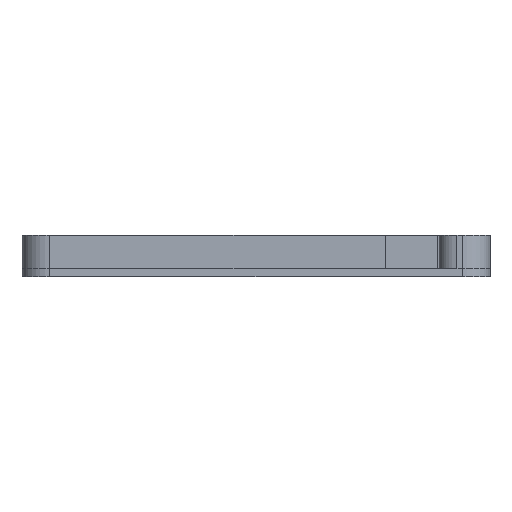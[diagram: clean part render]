
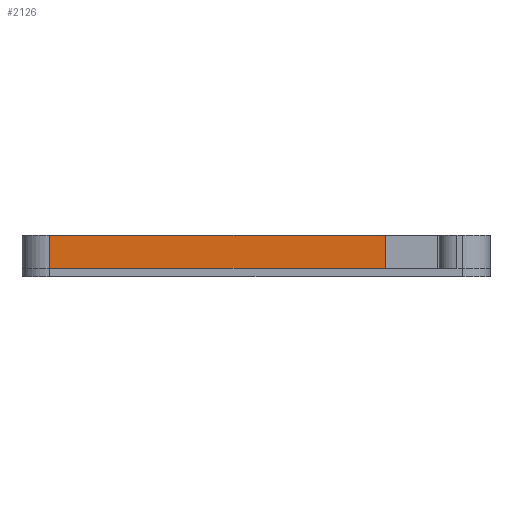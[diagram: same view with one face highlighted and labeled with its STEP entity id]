
A CAD part, front view. The second image highlights one B-rep face of the part: STEP entity #2126.
In plain terms, the highlighted planar face has unit normal (0, -1, 0).
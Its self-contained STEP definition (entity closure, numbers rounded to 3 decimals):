
#629 = VERTEX_POINT('',#630);
#630 = CARTESIAN_POINT('',(5.,0.,0.));
#637 = EDGE_CURVE('',#629,#638,#640,.T.);
#638 = VERTEX_POINT('',#639);
#639 = CARTESIAN_POINT('',(66.,0.,0.));
#640 = LINE('',#641,#642);
#641 = CARTESIAN_POINT('',(5.,0.,0.));
#642 = VECTOR('',#643,1.);
#643 = DIRECTION('',(1.,0.,0.));
#877 = VERTEX_POINT('',#878);
#878 = CARTESIAN_POINT('',(66.,0.,-6.));
#1839 = EDGE_CURVE('',#638,#877,#1840,.T.);
#1840 = LINE('',#1841,#1842);
#1841 = CARTESIAN_POINT('',(66.,0.,0.));
#1842 = VECTOR('',#1843,1.);
#1843 = DIRECTION('',(0.,0.,-1.));
#2126 = ADVANCED_FACE('',(#2127),#2145,.T.);
#2127 = FACE_BOUND('',#2128,.T.);
#2128 = EDGE_LOOP('',(#2129,#2130,#2138,#2144));
#2129 = ORIENTED_EDGE('',*,*,#637,.F.);
#2130 = ORIENTED_EDGE('',*,*,#2131,.T.);
#2131 = EDGE_CURVE('',#629,#2132,#2134,.T.);
#2132 = VERTEX_POINT('',#2133);
#2133 = CARTESIAN_POINT('',(5.,0.,-6.));
#2134 = LINE('',#2135,#2136);
#2135 = CARTESIAN_POINT('',(5.,0.,0.));
#2136 = VECTOR('',#2137,1.);
#2137 = DIRECTION('',(-0.,-0.,-1.));
#2138 = ORIENTED_EDGE('',*,*,#2139,.T.);
#2139 = EDGE_CURVE('',#2132,#877,#2140,.T.);
#2140 = LINE('',#2141,#2142);
#2141 = CARTESIAN_POINT('',(5.,0.,-6.));
#2142 = VECTOR('',#2143,1.);
#2143 = DIRECTION('',(1.,0.,0.));
#2144 = ORIENTED_EDGE('',*,*,#1839,.F.);
#2145 = PLANE('',#2146);
#2146 = AXIS2_PLACEMENT_3D('',#2147,#2148,#2149);
#2147 = CARTESIAN_POINT('',(5.,0.,0.));
#2148 = DIRECTION('',(0.,-1.,0.));
#2149 = DIRECTION('',(1.,0.,0.));
